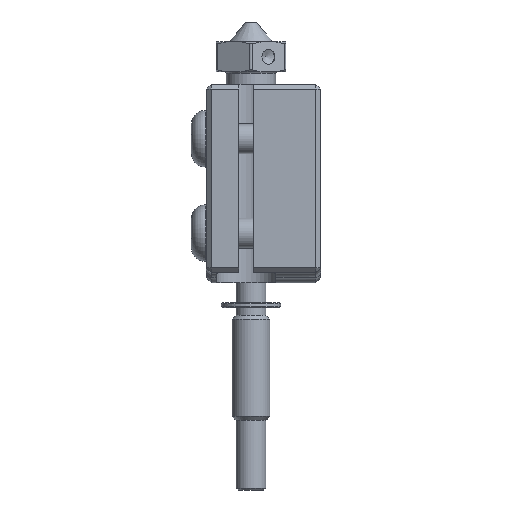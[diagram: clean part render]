
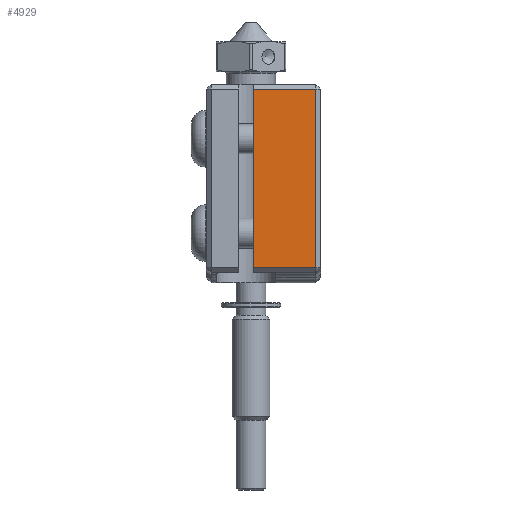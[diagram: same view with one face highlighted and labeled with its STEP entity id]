
A CAD part, front view. The second image highlights one B-rep face of the part: STEP entity #4929.
In plain terms, the highlighted face is planar.
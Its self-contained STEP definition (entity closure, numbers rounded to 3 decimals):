
#709 = VERTEX_POINT('',#710);
#710 = CARTESIAN_POINT('',(0.,0.5,0.5));
#729 = PLANE('',#730);
#730 = AXIS2_PLACEMENT_3D('',#731,#732,#733);
#731 = CARTESIAN_POINT('',(0.25,14.5,0.25));
#732 = DIRECTION('',(-0.707,0.,-0.707));
#733 = DIRECTION('',(-0.707,0.,0.707));
#778 = PLANE('',#779);
#779 = AXIS2_PLACEMENT_3D('',#780,#781,#782);
#780 = CARTESIAN_POINT('',(0.25,0.25,0.));
#781 = DIRECTION('',(-0.707,-0.707,0.));
#782 = DIRECTION('',(0.,0.,1.));
#848 = VERTEX_POINT('',#849);
#849 = CARTESIAN_POINT('',(0.,0.5,6.75));
#863 = PLANE('',#864);
#864 = AXIS2_PLACEMENT_3D('',#865,#866,#867);
#865 = CARTESIAN_POINT('',(0.,19.,6.75));
#866 = DIRECTION('',(0.,0.,-1.));
#867 = DIRECTION('',(1.,0.,0.));
#875 = EDGE_CURVE('',#848,#709,#876,.T.);
#876 = SURFACE_CURVE('',#877,(#881,#888),.PCURVE_S1.);
#877 = LINE('',#878,#879);
#878 = CARTESIAN_POINT('',(0.,0.5,0.));
#879 = VECTOR('',#880,1.);
#880 = DIRECTION('',(0.,0.,-1.));
#881 = PCURVE('',#778,#882);
#882 = DEFINITIONAL_REPRESENTATION('',(#883),#887);
#883 = LINE('',#884,#885);
#884 = CARTESIAN_POINT('',(0.,0.354));
#885 = VECTOR('',#886,1.);
#886 = DIRECTION('',(-1.,0.));
#887 = ( GEOMETRIC_REPRESENTATION_CONTEXT(2) 
PARAMETRIC_REPRESENTATION_CONTEXT() REPRESENTATION_CONTEXT('2D SPACE',''
  ) );
#888 = PCURVE('',#889,#894);
#889 = PLANE('',#890);
#890 = AXIS2_PLACEMENT_3D('',#891,#892,#893);
#891 = CARTESIAN_POINT('',(0.,19.,0.));
#892 = DIRECTION('',(-1.,0.,0.));
#893 = DIRECTION('',(0.,-1.,0.));
#894 = DEFINITIONAL_REPRESENTATION('',(#895),#899);
#895 = LINE('',#896,#897);
#896 = CARTESIAN_POINT('',(18.5,0.));
#897 = VECTOR('',#898,1.);
#898 = DIRECTION('',(0.,-1.));
#899 = ( GEOMETRIC_REPRESENTATION_CONTEXT(2) 
PARAMETRIC_REPRESENTATION_CONTEXT() REPRESENTATION_CONTEXT('2D SPACE',''
  ) );
#1068 = VERTEX_POINT('',#1069);
#1069 = CARTESIAN_POINT('',(0.,18.5,0.5));
#1088 = PLANE('',#1089);
#1089 = AXIS2_PLACEMENT_3D('',#1090,#1091,#1092);
#1090 = CARTESIAN_POINT('',(0.25,18.75,0.));
#1091 = DIRECTION('',(-0.707,0.707,0.));
#1092 = DIRECTION('',(0.,0.,1.));
#1473 = EDGE_CURVE('',#709,#1068,#1474,.T.);
#1474 = SURFACE_CURVE('',#1475,(#1479,#1486),.PCURVE_S1.);
#1475 = LINE('',#1476,#1477);
#1476 = CARTESIAN_POINT('',(0.,14.5,0.5));
#1477 = VECTOR('',#1478,1.);
#1478 = DIRECTION('',(0.,1.,0.));
#1479 = PCURVE('',#729,#1480);
#1480 = DEFINITIONAL_REPRESENTATION('',(#1481),#1485);
#1481 = LINE('',#1482,#1483);
#1482 = CARTESIAN_POINT('',(0.354,0.));
#1483 = VECTOR('',#1484,1.);
#1484 = DIRECTION('',(0.,1.));
#1485 = ( GEOMETRIC_REPRESENTATION_CONTEXT(2) 
PARAMETRIC_REPRESENTATION_CONTEXT() REPRESENTATION_CONTEXT('2D SPACE',''
  ) );
#1486 = PCURVE('',#889,#1487);
#1487 = DEFINITIONAL_REPRESENTATION('',(#1488),#1492);
#1488 = LINE('',#1489,#1490);
#1489 = CARTESIAN_POINT('',(4.5,0.5));
#1490 = VECTOR('',#1491,1.);
#1491 = DIRECTION('',(-1.,0.));
#1492 = ( GEOMETRIC_REPRESENTATION_CONTEXT(2) 
PARAMETRIC_REPRESENTATION_CONTEXT() REPRESENTATION_CONTEXT('2D SPACE',''
  ) );
#1498 = VERTEX_POINT('',#1499);
#1499 = CARTESIAN_POINT('',(0.,18.5,6.75));
#1544 = EDGE_CURVE('',#1068,#1498,#1545,.T.);
#1545 = SURFACE_CURVE('',#1546,(#1550,#1557),.PCURVE_S1.);
#1546 = LINE('',#1547,#1548);
#1547 = CARTESIAN_POINT('',(0.,18.5,0.));
#1548 = VECTOR('',#1549,1.);
#1549 = DIRECTION('',(0.,0.,1.));
#1550 = PCURVE('',#1088,#1551);
#1551 = DEFINITIONAL_REPRESENTATION('',(#1552),#1556);
#1552 = LINE('',#1553,#1554);
#1553 = CARTESIAN_POINT('',(0.,-0.354));
#1554 = VECTOR('',#1555,1.);
#1555 = DIRECTION('',(1.,0.));
#1556 = ( GEOMETRIC_REPRESENTATION_CONTEXT(2) 
PARAMETRIC_REPRESENTATION_CONTEXT() REPRESENTATION_CONTEXT('2D SPACE',''
  ) );
#1557 = PCURVE('',#889,#1558);
#1558 = DEFINITIONAL_REPRESENTATION('',(#1559),#1563);
#1559 = LINE('',#1560,#1561);
#1560 = CARTESIAN_POINT('',(0.5,0.));
#1561 = VECTOR('',#1562,1.);
#1562 = DIRECTION('',(0.,1.));
#1563 = ( GEOMETRIC_REPRESENTATION_CONTEXT(2) 
PARAMETRIC_REPRESENTATION_CONTEXT() REPRESENTATION_CONTEXT('2D SPACE',''
  ) );
#4870 = EDGE_CURVE('',#848,#1498,#4871,.T.);
#4871 = SURFACE_CURVE('',#4872,(#4876,#4883),.PCURVE_S1.);
#4872 = LINE('',#4873,#4874);
#4873 = CARTESIAN_POINT('',(0.,19.,6.75));
#4874 = VECTOR('',#4875,1.);
#4875 = DIRECTION('',(0.,1.,0.));
#4876 = PCURVE('',#863,#4877);
#4877 = DEFINITIONAL_REPRESENTATION('',(#4878),#4882);
#4878 = LINE('',#4879,#4880);
#4879 = CARTESIAN_POINT('',(0.,0.));
#4880 = VECTOR('',#4881,1.);
#4881 = DIRECTION('',(0.,-1.));
#4882 = ( GEOMETRIC_REPRESENTATION_CONTEXT(2) 
PARAMETRIC_REPRESENTATION_CONTEXT() REPRESENTATION_CONTEXT('2D SPACE',''
  ) );
#4883 = PCURVE('',#889,#4884);
#4884 = DEFINITIONAL_REPRESENTATION('',(#4885),#4889);
#4885 = LINE('',#4886,#4887);
#4886 = CARTESIAN_POINT('',(0.,6.75));
#4887 = VECTOR('',#4888,1.);
#4888 = DIRECTION('',(-1.,0.));
#4889 = ( GEOMETRIC_REPRESENTATION_CONTEXT(2) 
PARAMETRIC_REPRESENTATION_CONTEXT() REPRESENTATION_CONTEXT('2D SPACE',''
  ) );
#4929 = ADVANCED_FACE('',(#4930),#889,.T.);
#4930 = FACE_BOUND('',#4931,.T.);
#4931 = EDGE_LOOP('',(#4932,#4933,#4934,#4935));
#4932 = ORIENTED_EDGE('',*,*,#875,.F.);
#4933 = ORIENTED_EDGE('',*,*,#4870,.T.);
#4934 = ORIENTED_EDGE('',*,*,#1544,.F.);
#4935 = ORIENTED_EDGE('',*,*,#1473,.F.);
